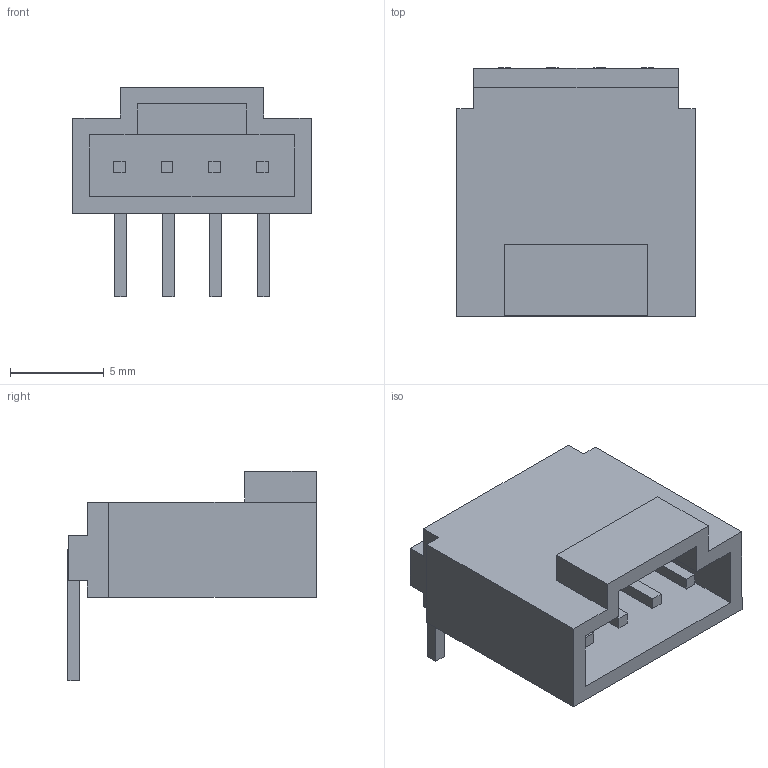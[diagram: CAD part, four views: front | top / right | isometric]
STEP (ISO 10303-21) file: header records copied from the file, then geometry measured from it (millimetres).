
FILE_DESCRIPTION(/* description */ (''),/* implementation_level */ '2;1');
FILE_NAME(/* name */ '406-04-01.stp',/* time_stamp */ '2018-12-25T20:15:57-06:00',/* author */ (''),/* organization */ (''),/* preprocessor_version */ 'ST-DEVELOPER v16.7',/* originating_system */ 'SIEMENS PLM Software NX 12.0',/* authorisation */ '');
FILE_SCHEMA (('AUTOMOTIVE_DESIGN { 1 0 10303 214 3 1 1 1 }'));
Length unit declared in the file: inch
Products named in the file (1): 406-04-01
Bounding box: 12.7 x 13.23 x 11.18 mm (x, y, z)
Volume: 526.9 mm3; surface area: 1016.7 mm2
Topology: 1 solids, 1 shells, 71 faces, 192 edges, 128 vertices
Faces by surface type: plane 71
Entity records: 2711 total; most frequent: CARTESIAN_POINT 392, ORIENTED_EDGE 384, DIRECTION 336, EDGE_CURVE 192, LINE 192, VECTOR 192, VERTEX_POINT 128, EDGE_LOOP 76
